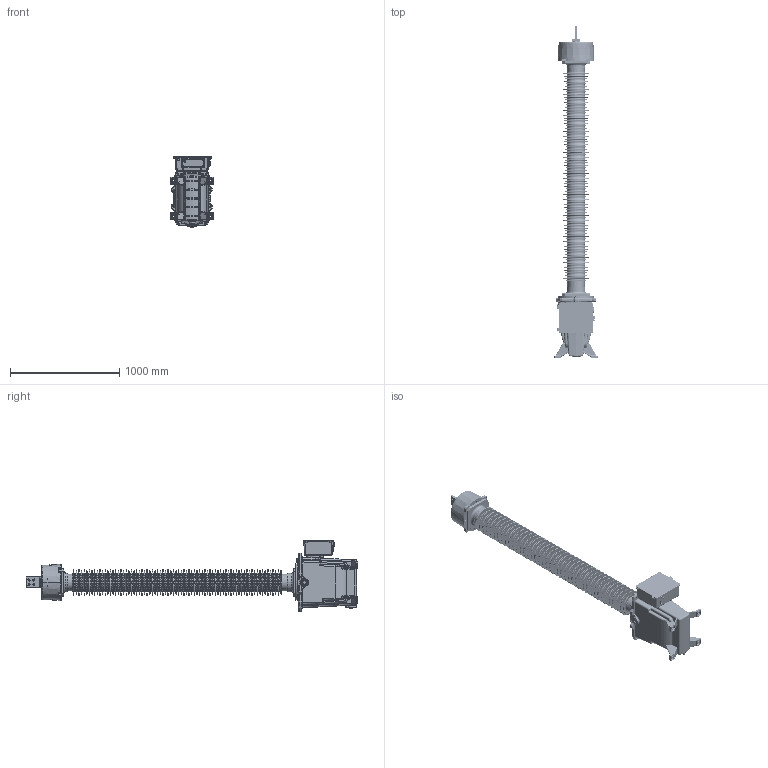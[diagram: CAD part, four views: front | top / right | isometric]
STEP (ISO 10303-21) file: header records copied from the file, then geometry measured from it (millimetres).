
FILE_DESCRIPTION((''),'2;1');
FILE_NAME('1HSE220062-926_SW0001','2016-11-02T',('sebjsjo1'),('ABB Technology Ltd.'),'PRO/ENGINEER BY PARAMETRIC TECHNOLOGY CORPORATION, 2015110','PRO/ENGINEER BY PARAMETRIC TECHNOLOGY CORPORATION, 2015110','');
FILE_SCHEMA(('CONFIG_CONTROL_DESIGN'));
Length unit declared in the file: millimetre
Products named in the file (1): 1HSE220062-926_SW0001
Bounding box: 395 x 3038 x 653.16 mm (x, y, z)
Surface area: 9497486.5 mm2 (no closed solid volume)
Topology: 0 solids, 189 shells, 3457 faces, 12195 edges, 8683 vertices
Faces by surface type: cylinder 1025, plane 722, torus 645, bspline 519, cone 441, sphere 105
Entity records: 160445 total; most frequent: CARTESIAN_POINT 62881, DIRECTION 19425, ORIENTED_EDGE 18630, EDGE_CURVE 12179, VERTEX_POINT 8683, AXIS2_PLACEMENT_3D 7037, VECTOR 5351, LINE 5351
